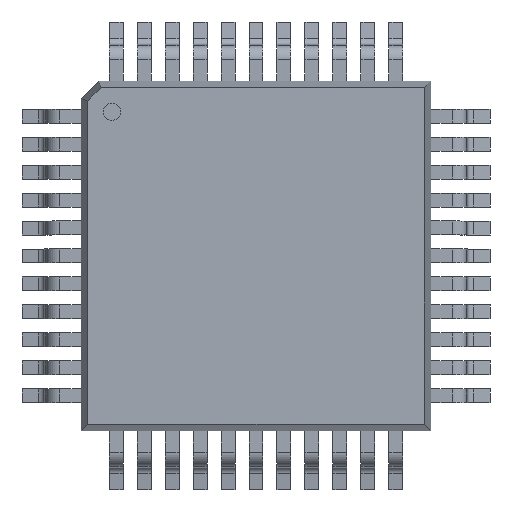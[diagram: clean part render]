
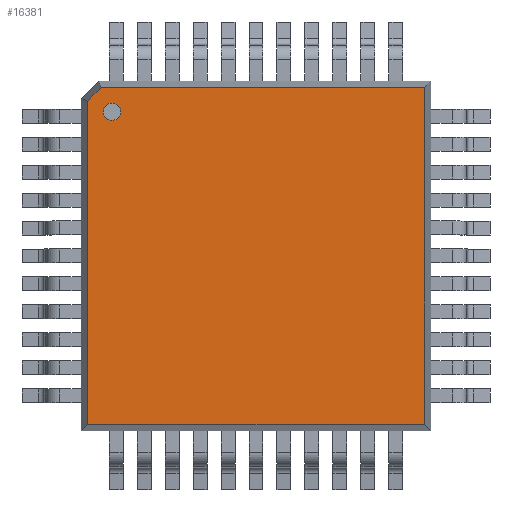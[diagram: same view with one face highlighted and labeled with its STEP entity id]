
A CAD part, top view. The second image highlights one B-rep face of the part: STEP entity #16381.
In plain terms, the highlighted planar face has unit normal (0, 0, 1).
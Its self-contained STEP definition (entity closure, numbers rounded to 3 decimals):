
#15886=CARTESIAN_POINT('',(-3.876,4.126,2.45));
#15887=VERTEX_POINT('',#15886);
#15896=CARTESIAN_POINT('',(-4.376,4.126,2.45));
#15897=VERTEX_POINT('',#15896);
#15898=CARTESIAN_POINT('',(-4.126,4.126,2.45));
#15899=DIRECTION('',(0.0,0.0,-1.0));
#15900=DIRECTION('',(1.0,0.0,0.0));
#15901=AXIS2_PLACEMENT_3D('',#15898,#15899,#15900);
#15902=CIRCLE('',#15901,0.25);
#15903=EDGE_CURVE('',#15897,#15887,#15902,.T.);
#15937=CARTESIAN_POINT('',(-4.126,4.126,2.45));
#15938=DIRECTION('',(0.0,0.0,-1.0));
#15939=DIRECTION('',(1.0,0.0,0.0));
#15940=AXIS2_PLACEMENT_3D('',#15937,#15938,#15939);
#15941=CIRCLE('',#15940,0.25);
#15942=EDGE_CURVE('',#15887,#15897,#15941,.T.);
#16210=CARTESIAN_POINT('',(4.824,-4.824,2.45));
#16211=VERTEX_POINT('',#16210);
#16218=CARTESIAN_POINT('',(-4.824,-4.824,2.45));
#16219=VERTEX_POINT('',#16218);
#16220=CARTESIAN_POINT('',(4.824,-4.824,2.45));
#16221=DIRECTION('',(-1.0,0.0,0.0));
#16222=VECTOR('',#16221,9.648);
#16223=LINE('',#16220,#16222);
#16224=EDGE_CURVE('',#16211,#16219,#16223,.T.);
#16242=CARTESIAN_POINT('',(-4.824,4.427,2.45));
#16243=VERTEX_POINT('',#16242);
#16244=CARTESIAN_POINT('',(-4.824,-4.824,2.45));
#16245=DIRECTION('',(0.0,1.0,0.0));
#16246=VECTOR('',#16245,9.251);
#16247=LINE('',#16244,#16246);
#16248=EDGE_CURVE('',#16219,#16243,#16247,.T.);
#16272=CARTESIAN_POINT('',(4.824,4.824,2.45));
#16273=VERTEX_POINT('',#16272);
#16280=CARTESIAN_POINT('',(4.824,4.824,2.45));
#16281=DIRECTION('',(0.0,-1.0,0.0));
#16282=VECTOR('',#16281,9.648);
#16283=LINE('',#16280,#16282);
#16284=EDGE_CURVE('',#16273,#16211,#16283,.T.);
#16295=CARTESIAN_POINT('',(-4.427,4.824,2.45));
#16296=VERTEX_POINT('',#16295);
#16297=CARTESIAN_POINT('',(-4.824,4.427,2.45));
#16298=DIRECTION('',(0.707,0.707,0.0));
#16299=VECTOR('',#16298,0.561);
#16300=LINE('',#16297,#16299);
#16301=EDGE_CURVE('',#16243,#16296,#16300,.T.);
#16326=CARTESIAN_POINT('',(-4.427,4.824,2.45));
#16327=DIRECTION('',(1.0,0.0,0.0));
#16328=VECTOR('',#16327,9.251);
#16329=LINE('',#16326,#16328);
#16330=EDGE_CURVE('',#16296,#16273,#16329,.T.);
#16365=CARTESIAN_POINT('',(0.0,0.0,2.45));
#16366=DIRECTION('',(0.0,0.0,1.0));
#16367=DIRECTION('',(0.0,-1.0,0.0));
#16368=AXIS2_PLACEMENT_3D('',#16365,#16366,#16367);
#16369=PLANE('',#16368);
#16370=ORIENTED_EDGE('',*,*,#16224,.F.);
#16371=ORIENTED_EDGE('',*,*,#16284,.F.);
#16372=ORIENTED_EDGE('',*,*,#16330,.F.);
#16373=ORIENTED_EDGE('',*,*,#16301,.F.);
#16374=ORIENTED_EDGE('',*,*,#16248,.F.);
#16375=EDGE_LOOP('',(#16370,#16371,#16372,#16373,#16374));
#16376=FACE_OUTER_BOUND('',#16375,.T.);
#16377=ORIENTED_EDGE('',*,*,#15942,.T.);
#16378=ORIENTED_EDGE('',*,*,#15903,.T.);
#16379=EDGE_LOOP('',(#16377,#16378));
#16380=FACE_BOUND('',#16379,.T.);
#16381=ADVANCED_FACE('',(#16376,#16380),#16369,.T.);
